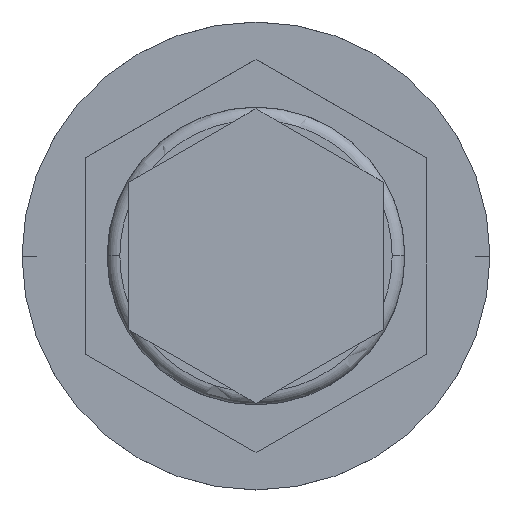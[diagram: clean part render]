
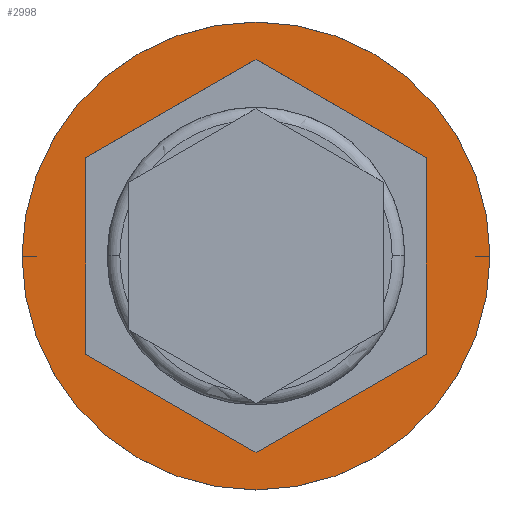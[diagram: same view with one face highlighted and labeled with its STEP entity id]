
A CAD part, top view. The second image highlights one B-rep face of the part: STEP entity #2998.
In plain terms, the highlighted planar face has unit normal (0, 0, 1).
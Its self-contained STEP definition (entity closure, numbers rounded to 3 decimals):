
#8 = EDGE_CURVE ( 'NONE', #1948, #395, #3551, .T. ) ;
#77 = CARTESIAN_POINT ( 'NONE',  ( 4., -2.309, 0. ) ) ;
#186 = EDGE_CURVE ( 'NONE', #2033, #2399, #348, .T. ) ;
#223 = ORIENTED_EDGE ( 'NONE', *, *, #3495, .F. ) ;
#241 = PLANE ( 'NONE',  #1398 ) ;
#300 = CARTESIAN_POINT ( 'NONE',  ( 4., 2.309, 0. ) ) ;
#348 = LINE ( 'NONE', #978, #3358 ) ;
#390 = ORIENTED_EDGE ( 'NONE', *, *, #1508, .F. ) ;
#395 = VERTEX_POINT ( 'NONE', #1021 ) ;
#502 = FACE_OUTER_BOUND ( 'NONE', #3453, .T. ) ;
#585 = CARTESIAN_POINT ( 'NONE',  ( 0., -4.619, 0. ) ) ;
#627 = CARTESIAN_POINT ( 'NONE',  ( 4., -2.309, 0. ) ) ;
#701 = VECTOR ( 'NONE', #3694, 1000. ) ;
#781 = CARTESIAN_POINT ( 'NONE',  ( 0., 0., 0. ) ) ;
#824 = EDGE_CURVE ( 'NONE', #395, #1948, #3497, .T. ) ;
#863 = LINE ( 'NONE', #1722, #1468 ) ;
#938 = LINE ( 'NONE', #2723, #1445 ) ;
#965 = CARTESIAN_POINT ( 'NONE',  ( 0., 4.619, 0. ) ) ;
#978 = CARTESIAN_POINT ( 'NONE',  ( -4., 2.309, 0. ) ) ;
#992 = DIRECTION ( 'NONE',  ( 0., 1., 0. ) ) ;
#1013 = DIRECTION ( 'NONE',  ( 0., -1., 0. ) ) ;
#1021 = CARTESIAN_POINT ( 'NONE',  ( -5.5, 0., 0. ) ) ;
#1052 = VERTEX_POINT ( 'NONE', #300 ) ;
#1148 = DIRECTION ( 'NONE',  ( 1., 0., 0. ) ) ;
#1185 = DIRECTION ( 'NONE',  ( -0.866, 0.5, 0. ) ) ;
#1239 = LINE ( 'NONE', #585, #701 ) ;
#1253 = VECTOR ( 'NONE', #992, 1000. ) ;
#1372 = ORIENTED_EDGE ( 'NONE', *, *, #8, .T. ) ;
#1384 = EDGE_CURVE ( 'NONE', #1052, #3324, #938, .T. ) ;
#1398 = AXIS2_PLACEMENT_3D ( 'NONE', #1400, #3252, #1148 ) ;
#1400 = CARTESIAN_POINT ( 'NONE',  ( 0., 0., 0. ) ) ;
#1445 = VECTOR ( 'NONE', #1185, 1000. ) ;
#1458 = DIRECTION ( 'NONE',  ( 0.866, -0.5, 0. ) ) ;
#1466 = DIRECTION ( 'NONE',  ( 1., 0., 0. ) ) ;
#1468 = VECTOR ( 'NONE', #1458, 1000. ) ;
#1508 = EDGE_CURVE ( 'NONE', #1716, #1052, #1940, .T. ) ;
#1645 = DIRECTION ( 'NONE',  ( 0., 0., 1. ) ) ;
#1716 = VERTEX_POINT ( 'NONE', #627 ) ;
#1722 = CARTESIAN_POINT ( 'NONE',  ( -4., -2.309, 0. ) ) ;
#1761 = AXIS2_PLACEMENT_3D ( 'NONE', #781, #1645, #2941 ) ;
#1830 = DIRECTION ( 'NONE',  ( -0.866, -0.5, 0. ) ) ;
#1940 = LINE ( 'NONE', #77, #1253 ) ;
#1948 = VERTEX_POINT ( 'NONE', #2597 ) ;
#2033 = VERTEX_POINT ( 'NONE', #3680 ) ;
#2043 = FACE_BOUND ( 'NONE', #3808, .T. ) ;
#2051 = ORIENTED_EDGE ( 'NONE', *, *, #3592, .F. ) ;
#2065 = DIRECTION ( 'NONE',  ( 0., 0., 1. ) ) ;
#2081 = ORIENTED_EDGE ( 'NONE', *, *, #824, .T. ) ;
#2130 = CARTESIAN_POINT ( 'NONE',  ( 0., 0., 0. ) ) ;
#2160 = CARTESIAN_POINT ( 'NONE',  ( 0., -4.619, 0. ) ) ;
#2399 = VERTEX_POINT ( 'NONE', #3459 ) ;
#2430 = ORIENTED_EDGE ( 'NONE', *, *, #2576, .F. ) ;
#2576 = EDGE_CURVE ( 'NONE', #3324, #2033, #3640, .T. ) ;
#2597 = CARTESIAN_POINT ( 'NONE',  ( 5.5, 0., 0. ) ) ;
#2723 = CARTESIAN_POINT ( 'NONE',  ( 4., 2.309, 0. ) ) ;
#2727 = CARTESIAN_POINT ( 'NONE',  ( 0., 4.619, 0. ) ) ;
#2837 = AXIS2_PLACEMENT_3D ( 'NONE', #2130, #2065, #1466 ) ;
#2915 = ORIENTED_EDGE ( 'NONE', *, *, #186, .F. ) ;
#2941 = DIRECTION ( 'NONE',  ( 1., 0., 0. ) ) ;
#2998 = ADVANCED_FACE ( 'NONE', ( #2043, #502 ), #241, .T. ) ;
#3252 = DIRECTION ( 'NONE',  ( 0., 0., 1. ) ) ;
#3324 = VERTEX_POINT ( 'NONE', #965 ) ;
#3358 = VECTOR ( 'NONE', #1013, 1000. ) ;
#3384 = VECTOR ( 'NONE', #1830, 1000. ) ;
#3453 = EDGE_LOOP ( 'NONE', ( #1372, #2081 ) ) ;
#3459 = CARTESIAN_POINT ( 'NONE',  ( -4., -2.309, 0. ) ) ;
#3495 = EDGE_CURVE ( 'NONE', #2399, #3736, #863, .T. ) ;
#3497 = CIRCLE ( 'NONE', #1761, 5.5 ) ;
#3551 = CIRCLE ( 'NONE', #2837, 5.5 ) ;
#3592 = EDGE_CURVE ( 'NONE', #3736, #1716, #1239, .T. ) ;
#3640 = LINE ( 'NONE', #2727, #3384 ) ;
#3680 = CARTESIAN_POINT ( 'NONE',  ( -4., 2.309, 0. ) ) ;
#3694 = DIRECTION ( 'NONE',  ( 0.866, 0.5, 0. ) ) ;
#3736 = VERTEX_POINT ( 'NONE', #2160 ) ;
#3808 = EDGE_LOOP ( 'NONE', ( #3904, #390, #2051, #223, #2915, #2430 ) ) ;
#3904 = ORIENTED_EDGE ( 'NONE', *, *, #1384, .F. ) ;
